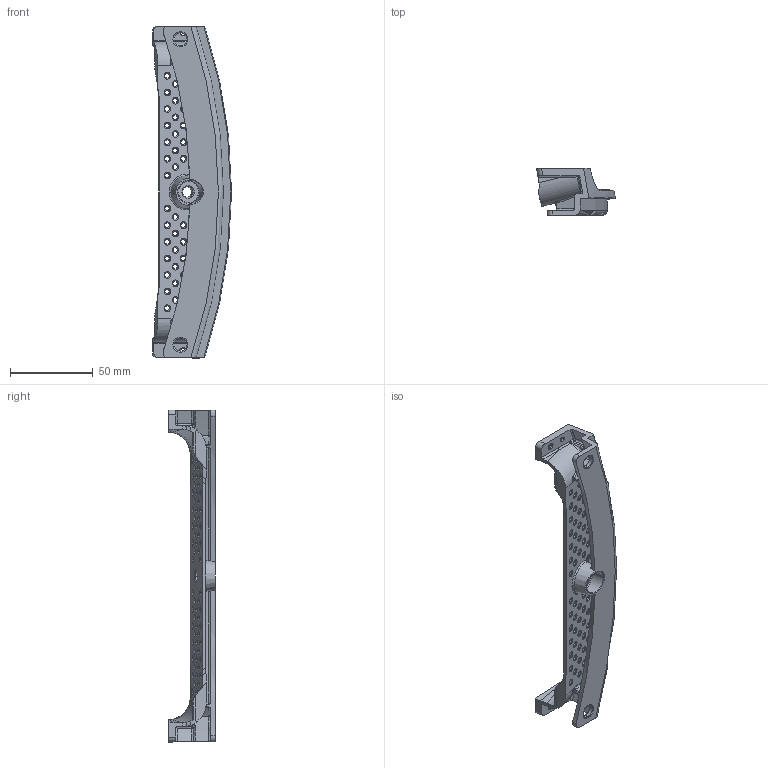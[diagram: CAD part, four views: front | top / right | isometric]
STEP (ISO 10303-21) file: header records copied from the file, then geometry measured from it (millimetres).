
FILE_DESCRIPTION (( 'STEP AP214' ), '1' );
FILE_NAME ('camera_mount_bottom.STEP', '2018-04-07T19:25:01', ( '' ), ( '' ), 'SwSTEP 2.0', 'SolidWorks 2016', '' );
FILE_SCHEMA (( 'AUTOMOTIVE_DESIGN' ));
Length unit declared in the file: millimetre
Products named in the file (1): camera_mount_bottom
Bounding box: 47.58 x 28.3 x 200 mm (x, y, z)
Volume: 42874 mm3; surface area: 32197.5 mm2
Topology: 1 solids, 1 shells, 807 faces, 1928 edges, 1086 vertices
Faces by surface type: torus 336, cylinder 285, plane 77, bspline 63, sphere 45, cone 1
Entity records: 25802 total; most frequent: CARTESIAN_POINT 6964, DIRECTION 4382, ORIENTED_EDGE 3768, AXIS2_PLACEMENT_3D 1968, EDGE_CURVE 1884, CIRCLE 1223, VERTEX_POINT 1080, EDGE_LOOP 950
